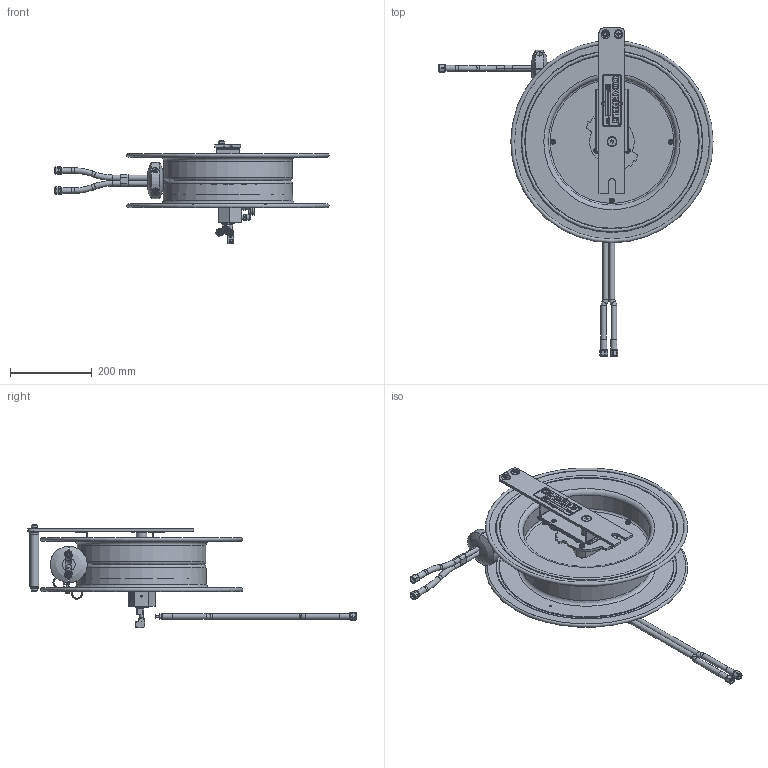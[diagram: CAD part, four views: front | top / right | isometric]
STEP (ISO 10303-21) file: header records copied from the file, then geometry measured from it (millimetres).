
FILE_DESCRIPTION(/* description */ (''),/* implementation_level */ '2;1');
FILE_NAME(/* name */ 'SR19W-175_SHARED.stp',/* time_stamp */ '2020-03-09T07:59:20-07:00',/* author */ ('NMelton'),/* organization */ (''),/* preprocessor_version */ 'ST-DEVELOPER v17',/* originating_system */ 'Autodesk Inventor 2019',/* authorisation */ '');
FILE_SCHEMA (('AUTOMOTIVE_DESIGN { 1 0 10303 214 3 1 1 }'));
Products named in the file (1): SR19W-175_SHARED
Bounding box: 671.32 x 804.04 x 252.43 mm (x, y, z)
Surface area: 1395347.4 mm2 (no closed solid volume)
Topology: 0 solids, 186 shells, 2595 faces, 11377 edges, 8593 vertices
Faces by surface type: plane 1339, cylinder 570, bspline 408, cone 178, torus 92, sphere 8
Full cylindrical faces by diameter (mm): 1.93 x2, 2.54 x1, 3.048 x1, 3.81 x4, 3.962 x2, 4.75 x1, 4.826 x2, 4.978 x2, 5.08 x2, 5.182 x1, 5.556 x1, 5.575 x1, 5.588 x2, 6.248 x2, 6.35 x8, 7.112 x2, 8.89 x3, 9.525 x4, 10.312 x2, 11.557 x4, 12.548 x1, 12.7 x1, 12.859 x1, 13.081 x4, 13.494 x16, 14.287 x2, 14.605 x8, 17.145 x8, 18.034 x1, 19.05 x1
Entity records: 138392 total; most frequent: CARTESIAN_POINT 50786, ORIENTED_EDGE 16378, DIRECTION 15131, EDGE_CURVE 11363, VERTEX_POINT 8593, LINE 6349, VECTOR 6349, AXIS2_PLACEMENT_3D 4391
